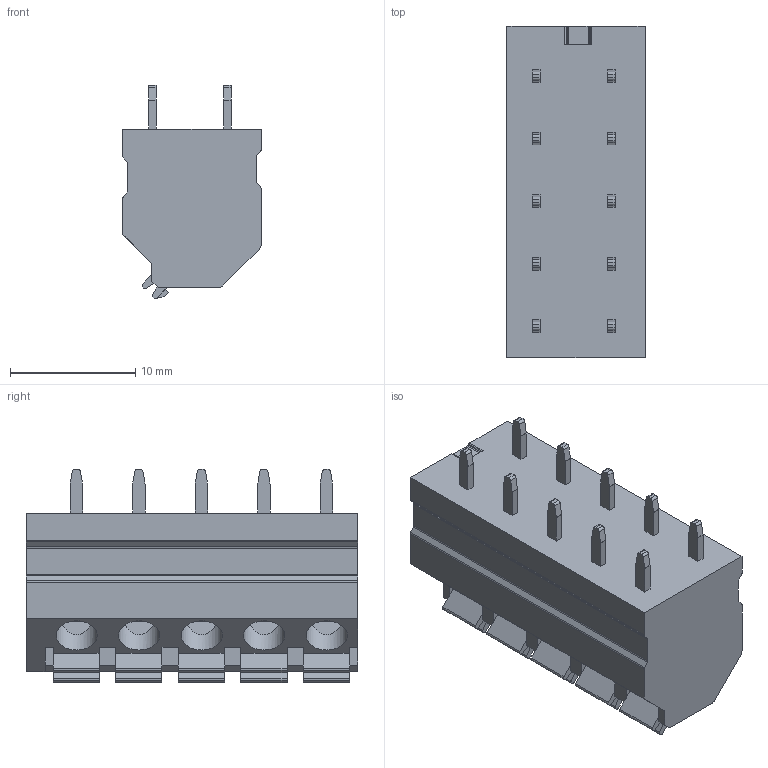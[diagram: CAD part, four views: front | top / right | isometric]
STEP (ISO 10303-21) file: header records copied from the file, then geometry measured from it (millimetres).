
FILE_DESCRIPTION((''),'2;1');
FILE_NAME('DB252-50-1P','2022-12-20T',('86134'),(''),'PRO/ENGINEER BY PARAMETRIC TECHNOLOGY CORPORATION, 2010280','PRO/ENGINEER BY PARAMETRIC TECHNOLOGY CORPORATION, 2010280','');
FILE_SCHEMA(('CONFIG_CONTROL_DESIGN'));
Length unit declared in the file: millimetre
Products named in the file (1): DB252-50-1P
Bounding box: 11.05 x 26.5 x 17.07 mm (x, y, z)
Volume: 3202.8 mm3; surface area: 1818.6 mm2
Topology: 1 solids, 11 shells, 431 faces, 1140 edges, 732 vertices
Faces by surface type: plane 296, cylinder 125, cone 10
Entity records: 13361 total; most frequent: CARTESIAN_POINT 2458, ORIENTED_EDGE 2280, DIRECTION 2238, EDGE_CURVE 1140, VECTOR 844, LINE 844, VERTEX_POINT 732, AXIS2_PLACEMENT_3D 697
